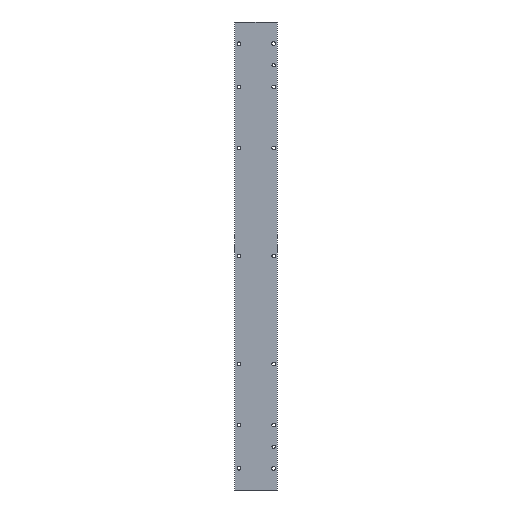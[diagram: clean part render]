
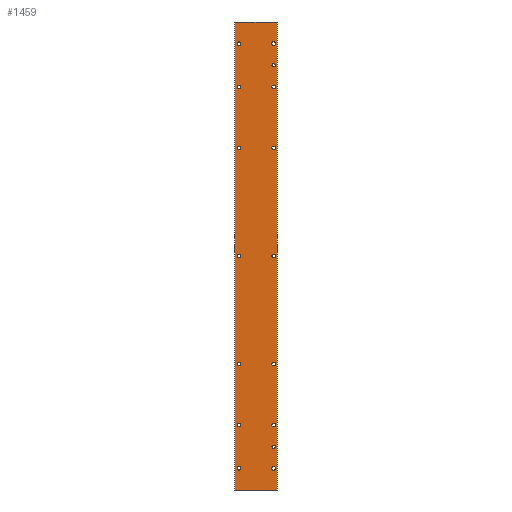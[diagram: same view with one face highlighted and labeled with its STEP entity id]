
A CAD part, left-side view. The second image highlights one B-rep face of the part: STEP entity #1459.
In plain terms, the highlighted planar face has unit normal (-1, 0, 0).
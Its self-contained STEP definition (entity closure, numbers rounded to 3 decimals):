
#39=CIRCLE('',#1571,1.7);
#40=CIRCLE('',#1572,1.7);
#41=CIRCLE('',#1573,1.7);
#42=CIRCLE('',#1574,1.7);
#43=CIRCLE('',#1575,1.7);
#44=CIRCLE('',#1576,1.7);
#45=CIRCLE('',#1577,1.7);
#46=CIRCLE('',#1578,1.7);
#47=CIRCLE('',#1579,1.7);
#48=CIRCLE('',#1580,1.7);
#49=CIRCLE('',#1581,1.7);
#50=CIRCLE('',#1582,1.7);
#51=CIRCLE('',#1583,1.7);
#52=CIRCLE('',#1584,1.7);
#53=CIRCLE('',#1585,1.5);
#54=CIRCLE('',#1586,1.5);
#231=ORIENTED_EDGE('',*,*,#621,.T.);
#232=ORIENTED_EDGE('',*,*,#622,.T.);
#233=ORIENTED_EDGE('',*,*,#623,.T.);
#234=ORIENTED_EDGE('',*,*,#624,.F.);
#235=ORIENTED_EDGE('',*,*,#625,.F.);
#236=ORIENTED_EDGE('',*,*,#626,.T.);
#237=ORIENTED_EDGE('',*,*,#627,.T.);
#238=ORIENTED_EDGE('',*,*,#628,.T.);
#239=ORIENTED_EDGE('',*,*,#629,.T.);
#240=ORIENTED_EDGE('',*,*,#630,.T.);
#241=ORIENTED_EDGE('',*,*,#631,.T.);
#242=ORIENTED_EDGE('',*,*,#632,.T.);
#243=ORIENTED_EDGE('',*,*,#633,.T.);
#244=ORIENTED_EDGE('',*,*,#634,.T.);
#245=ORIENTED_EDGE('',*,*,#635,.T.);
#246=ORIENTED_EDGE('',*,*,#636,.T.);
#247=ORIENTED_EDGE('',*,*,#637,.T.);
#248=ORIENTED_EDGE('',*,*,#638,.F.);
#249=ORIENTED_EDGE('',*,*,#639,.F.);
#250=ORIENTED_EDGE('',*,*,#619,.T.);
#619=EDGE_CURVE('',#809,#808,#949,.T.);
#621=EDGE_CURVE('',#810,#810,#39,.T.);
#622=EDGE_CURVE('',#811,#811,#40,.T.);
#623=EDGE_CURVE('',#812,#812,#41,.T.);
#624=EDGE_CURVE('',#813,#813,#42,.T.);
#625=EDGE_CURVE('',#814,#814,#43,.T.);
#626=EDGE_CURVE('',#815,#815,#44,.T.);
#627=EDGE_CURVE('',#816,#816,#45,.T.);
#628=EDGE_CURVE('',#817,#817,#46,.T.);
#629=EDGE_CURVE('',#818,#818,#47,.T.);
#630=EDGE_CURVE('',#819,#819,#48,.T.);
#631=EDGE_CURVE('',#820,#820,#49,.T.);
#632=EDGE_CURVE('',#821,#821,#50,.T.);
#633=EDGE_CURVE('',#822,#822,#51,.T.);
#634=EDGE_CURVE('',#823,#823,#52,.T.);
#635=EDGE_CURVE('',#824,#824,#53,.T.);
#636=EDGE_CURVE('',#825,#825,#54,.T.);
#637=EDGE_CURVE('',#808,#826,#950,.T.);
#638=EDGE_CURVE('',#827,#826,#951,.T.);
#639=EDGE_CURVE('',#809,#827,#952,.T.);
#808=VERTEX_POINT('',#2300);
#809=VERTEX_POINT('',#2302);
#810=VERTEX_POINT('',#2306);
#811=VERTEX_POINT('',#2308);
#812=VERTEX_POINT('',#2310);
#813=VERTEX_POINT('',#2312);
#814=VERTEX_POINT('',#2314);
#815=VERTEX_POINT('',#2316);
#816=VERTEX_POINT('',#2318);
#817=VERTEX_POINT('',#2320);
#818=VERTEX_POINT('',#2322);
#819=VERTEX_POINT('',#2324);
#820=VERTEX_POINT('',#2326);
#821=VERTEX_POINT('',#2328);
#822=VERTEX_POINT('',#2330);
#823=VERTEX_POINT('',#2332);
#824=VERTEX_POINT('',#2334);
#825=VERTEX_POINT('',#2336);
#826=VERTEX_POINT('',#2338);
#827=VERTEX_POINT('',#2340);
#949=LINE('',#2301,#1069);
#950=LINE('',#2337,#1070);
#951=LINE('',#2339,#1071);
#952=LINE('',#2341,#1072);
#1069=VECTOR('',#1831,1000.);
#1070=VECTOR('',#1868,1000.);
#1071=VECTOR('',#1869,1000.);
#1072=VECTOR('',#1870,1000.);
#1158=EDGE_LOOP('',(#231));
#1159=EDGE_LOOP('',(#232));
#1160=EDGE_LOOP('',(#233));
#1161=EDGE_LOOP('',(#234));
#1162=EDGE_LOOP('',(#235));
#1163=EDGE_LOOP('',(#236));
#1164=EDGE_LOOP('',(#237));
#1165=EDGE_LOOP('',(#238));
#1166=EDGE_LOOP('',(#239));
#1167=EDGE_LOOP('',(#240));
#1168=EDGE_LOOP('',(#241));
#1169=EDGE_LOOP('',(#242));
#1170=EDGE_LOOP('',(#243));
#1171=EDGE_LOOP('',(#244));
#1172=EDGE_LOOP('',(#245));
#1173=EDGE_LOOP('',(#246));
#1174=EDGE_LOOP('',(#247,#248,#249,#250));
#1292=FACE_BOUND('',#1158,.T.);
#1293=FACE_BOUND('',#1159,.T.);
#1294=FACE_BOUND('',#1160,.T.);
#1295=FACE_BOUND('',#1161,.T.);
#1296=FACE_BOUND('',#1162,.T.);
#1297=FACE_BOUND('',#1163,.T.);
#1298=FACE_BOUND('',#1164,.T.);
#1299=FACE_BOUND('',#1165,.T.);
#1300=FACE_BOUND('',#1166,.T.);
#1301=FACE_BOUND('',#1167,.T.);
#1302=FACE_BOUND('',#1168,.T.);
#1303=FACE_BOUND('',#1169,.T.);
#1304=FACE_BOUND('',#1170,.T.);
#1305=FACE_BOUND('',#1171,.T.);
#1306=FACE_BOUND('',#1172,.T.);
#1307=FACE_BOUND('',#1173,.T.);
#1308=FACE_BOUND('',#1174,.T.);
#1412=PLANE('',#1570);
#1459=ADVANCED_FACE('',(#1292,#1293,#1294,#1295,#1296,#1297,#1298,#1299,
#1300,#1301,#1302,#1303,#1304,#1305,#1306,#1307,#1308),#1412,.F.);
#1570=AXIS2_PLACEMENT_3D('',#2304,#1834,#1835);
#1571=AXIS2_PLACEMENT_3D('',#2305,#1836,#1837);
#1572=AXIS2_PLACEMENT_3D('',#2307,#1838,#1839);
#1573=AXIS2_PLACEMENT_3D('',#2309,#1840,#1841);
#1574=AXIS2_PLACEMENT_3D('',#2311,#1842,#1843);
#1575=AXIS2_PLACEMENT_3D('',#2313,#1844,#1845);
#1576=AXIS2_PLACEMENT_3D('',#2315,#1846,#1847);
#1577=AXIS2_PLACEMENT_3D('',#2317,#1848,#1849);
#1578=AXIS2_PLACEMENT_3D('',#2319,#1850,#1851);
#1579=AXIS2_PLACEMENT_3D('',#2321,#1852,#1853);
#1580=AXIS2_PLACEMENT_3D('',#2323,#1854,#1855);
#1581=AXIS2_PLACEMENT_3D('',#2325,#1856,#1857);
#1582=AXIS2_PLACEMENT_3D('',#2327,#1858,#1859);
#1583=AXIS2_PLACEMENT_3D('',#2329,#1860,#1861);
#1584=AXIS2_PLACEMENT_3D('',#2331,#1862,#1863);
#1585=AXIS2_PLACEMENT_3D('',#2333,#1864,#1865);
#1586=AXIS2_PLACEMENT_3D('',#2335,#1866,#1867);
#1831=DIRECTION('',(0.,0.,1.));
#1834=DIRECTION('',(1.,0.,0.));
#1835=DIRECTION('',(0.,0.,-1.));
#1836=DIRECTION('',(1.,0.,0.));
#1837=DIRECTION('',(0.,0.,-1.));
#1838=DIRECTION('',(1.,0.,0.));
#1839=DIRECTION('',(0.,0.,-1.));
#1840=DIRECTION('',(1.,0.,0.));
#1841=DIRECTION('',(0.,0.,-1.));
#1842=DIRECTION('',(-1.,0.,0.));
#1843=DIRECTION('',(0.,0.,1.));
#1844=DIRECTION('',(-1.,0.,0.));
#1845=DIRECTION('',(0.,0.,1.));
#1846=DIRECTION('',(1.,0.,0.));
#1847=DIRECTION('',(0.,0.,-1.));
#1848=DIRECTION('',(1.,0.,0.));
#1849=DIRECTION('',(0.,0.,-1.));
#1850=DIRECTION('',(1.,0.,0.));
#1851=DIRECTION('',(0.,0.,-1.));
#1852=DIRECTION('',(1.,0.,0.));
#1853=DIRECTION('',(0.,0.,-1.));
#1854=DIRECTION('',(1.,0.,0.));
#1855=DIRECTION('',(0.,0.,-1.));
#1856=DIRECTION('',(1.,0.,0.));
#1857=DIRECTION('',(0.,0.,-1.));
#1858=DIRECTION('',(1.,0.,0.));
#1859=DIRECTION('',(0.,0.,-1.));
#1860=DIRECTION('',(1.,0.,0.));
#1861=DIRECTION('',(0.,0.,-1.));
#1862=DIRECTION('',(1.,0.,0.));
#1863=DIRECTION('',(0.,0.,-1.));
#1864=DIRECTION('',(1.,0.,0.));
#1865=DIRECTION('',(0.,0.,-1.));
#1866=DIRECTION('',(1.,0.,0.));
#1867=DIRECTION('',(0.,0.,-1.));
#1868=DIRECTION('',(0.,1.,0.));
#1869=DIRECTION('',(0.,0.,1.));
#1870=DIRECTION('',(0.,1.,0.));
#2300=CARTESIAN_POINT('',(0.,0.2,216.5));
#2301=CARTESIAN_POINT('',(0.,0.2,-216.5));
#2302=CARTESIAN_POINT('',(0.,0.2,-216.5));
#2304=CARTESIAN_POINT('',(0.,0.2,-216.5));
#2305=CARTESIAN_POINT('',(0.,3.5,0.));
#2306=CARTESIAN_POINT('',(0.,3.5,-1.7));
#2307=CARTESIAN_POINT('',(0.,3.5,100.));
#2308=CARTESIAN_POINT('',(0.,3.5,98.3));
#2309=CARTESIAN_POINT('',(0.,3.5,-100.));
#2310=CARTESIAN_POINT('',(0.,3.5,-101.7));
#2311=CARTESIAN_POINT('',(0.,3.5,196.5));
#2312=CARTESIAN_POINT('',(0.,3.5,198.2));
#2313=CARTESIAN_POINT('',(0.,3.5,156.5));
#2314=CARTESIAN_POINT('',(0.,3.5,158.2));
#2315=CARTESIAN_POINT('',(0.,3.5,-156.5));
#2316=CARTESIAN_POINT('',(0.,3.5,-158.2));
#2317=CARTESIAN_POINT('',(0.,3.5,-196.5));
#2318=CARTESIAN_POINT('',(0.,3.5,-198.2));
#2319=CARTESIAN_POINT('',(0.,35.5,0.));
#2320=CARTESIAN_POINT('',(0.,35.5,-1.7));
#2321=CARTESIAN_POINT('',(0.,35.5,100.));
#2322=CARTESIAN_POINT('',(0.,35.5,98.3));
#2323=CARTESIAN_POINT('',(0.,35.5,-100.));
#2324=CARTESIAN_POINT('',(0.,35.5,-101.7));
#2325=CARTESIAN_POINT('',(0.,35.5,156.5));
#2326=CARTESIAN_POINT('',(0.,35.5,154.8));
#2327=CARTESIAN_POINT('',(0.,35.5,196.5));
#2328=CARTESIAN_POINT('',(0.,35.5,194.8));
#2329=CARTESIAN_POINT('',(0.,35.5,-156.5));
#2330=CARTESIAN_POINT('',(0.,35.5,-158.2));
#2331=CARTESIAN_POINT('',(0.,35.5,-196.5));
#2332=CARTESIAN_POINT('',(0.,35.5,-198.2));
#2333=CARTESIAN_POINT('',(0.,3.5,176.5));
#2334=CARTESIAN_POINT('',(0.,3.5,175.));
#2335=CARTESIAN_POINT('',(0.,3.5,-176.5));
#2336=CARTESIAN_POINT('',(0.,3.5,-178.));
#2337=CARTESIAN_POINT('',(0.,0.2,216.5));
#2338=CARTESIAN_POINT('',(0.,39.4,216.5));
#2339=CARTESIAN_POINT('',(0.,39.4,-216.5));
#2340=CARTESIAN_POINT('',(0.,39.4,-216.5));
#2341=CARTESIAN_POINT('',(0.,0.2,-216.5));
